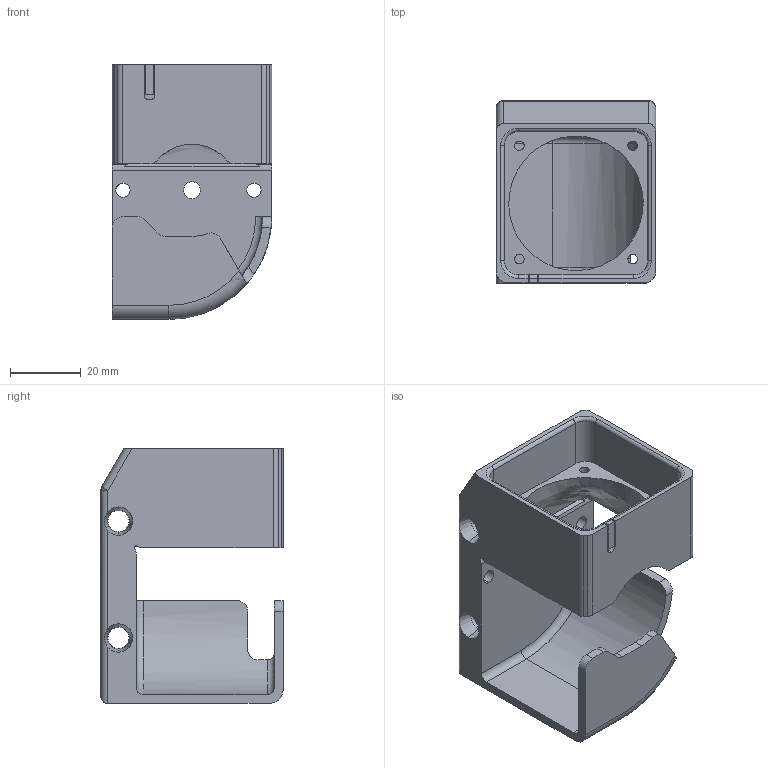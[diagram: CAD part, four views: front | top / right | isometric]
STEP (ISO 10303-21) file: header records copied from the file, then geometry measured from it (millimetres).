
FILE_DESCRIPTION (( 'STEP AP203' ), '1' );
FILE_NAME ('P4_3D Printed Hotend Case REV B.STEP', '2023-09-02T22:40:19', ( '' ), ( '' ), 'SwSTEP 2.0', 'SolidWorks 2020', '' );
FILE_SCHEMA (( 'CONFIG_CONTROL_DESIGN' ));
Length unit declared in the file: millimetre
Products named in the file (1): P4_3D Printed Hotend Case REV B
Bounding box: 45 x 51.5 x 72 mm (x, y, z)
Volume: 42940.2 mm3; surface area: 23407 mm2
Topology: 2 solids, 2 shells, 119 faces, 342 edges, 219 vertices
Faces by surface type: cylinder 64, plane 35, torus 12, cone 4, bspline 2, sphere 2
Entity records: 5037 total; most frequent: CARTESIAN_POINT 1776, ORIENTED_EDGE 680, DIRECTION 677, EDGE_CURVE 340, AXIS2_PLACEMENT_3D 256, VERTEX_POINT 219, LINE 165, VECTOR 165
